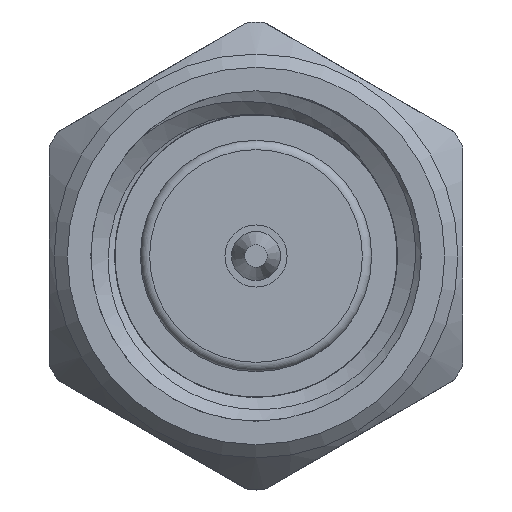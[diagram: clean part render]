
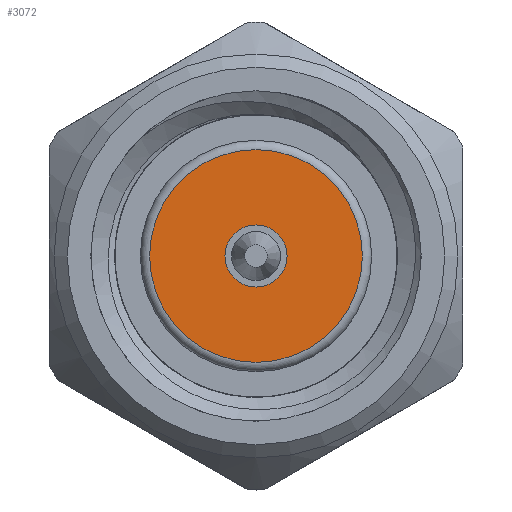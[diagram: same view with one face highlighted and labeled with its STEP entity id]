
A CAD part, left-side view. The second image highlights one B-rep face of the part: STEP entity #3072.
In plain terms, the highlighted planar face has unit normal (-1, 0, 0).
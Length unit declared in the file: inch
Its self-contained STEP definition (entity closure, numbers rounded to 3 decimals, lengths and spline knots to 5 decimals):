
#40 = DIRECTION ( 'NONE',  ( 0., 0., -1. ) ) ;
#184 = EDGE_LOOP ( 'NONE', ( #2550 ) ) ;
#376 = CARTESIAN_POINT ( 'NONE',  ( 0.1, 0., 0. ) ) ;
#678 = VERTEX_POINT ( 'NONE', #2282 ) ;
#698 = FACE_OUTER_BOUND ( 'NONE', #184, .T. ) ;
#1179 = CIRCLE ( 'NONE', #3430, 0.0235 ) ;
#1342 = FACE_BOUND ( 'NONE', #4001, .T. ) ;
#1346 = CARTESIAN_POINT ( 'NONE',  ( 0.1, 0., -0.0235 ) ) ;
#1373 = ORIENTED_EDGE ( 'NONE', *, *, #1576, .F. ) ;
#1576 = EDGE_CURVE ( 'NONE', #3963, #3963, #1179, .T. ) ;
#1760 = EDGE_CURVE ( 'NONE', #678, #678, #2236, .T. ) ;
#2236 = CIRCLE ( 'NONE', #2800, 0.0805 ) ;
#2282 = CARTESIAN_POINT ( 'NONE',  ( 0.1, 0., -0.0805 ) ) ;
#2550 = ORIENTED_EDGE ( 'NONE', *, *, #1760, .T. ) ;
#2800 = AXIS2_PLACEMENT_3D ( 'NONE', #2947, #2970, #3934 ) ;
#2929 = DIRECTION ( 'NONE',  ( 0., 0., -1. ) ) ;
#2947 = CARTESIAN_POINT ( 'NONE',  ( 0.1, 0., 0. ) ) ;
#2970 = DIRECTION ( 'NONE',  ( -1., 0., 0. ) ) ;
#2977 = PLANE ( 'NONE',  #3200 ) ;
#3072 = ADVANCED_FACE ( 'NONE', ( #698, #1342 ), #2977, .F. ) ;
#3200 = AXIS2_PLACEMENT_3D ( 'NONE', #376, #4305, #40 ) ;
#3430 = AXIS2_PLACEMENT_3D ( 'NONE', #3536, #3895, #2929 ) ;
#3536 = CARTESIAN_POINT ( 'NONE',  ( 0.1, 0., 0. ) ) ;
#3895 = DIRECTION ( 'NONE',  ( -1., 0., 0. ) ) ;
#3934 = DIRECTION ( 'NONE',  ( 0., 0., -1. ) ) ;
#3963 = VERTEX_POINT ( 'NONE', #1346 ) ;
#4001 = EDGE_LOOP ( 'NONE', ( #1373 ) ) ;
#4305 = DIRECTION ( 'NONE',  ( 1., 0., 0. ) ) ;
